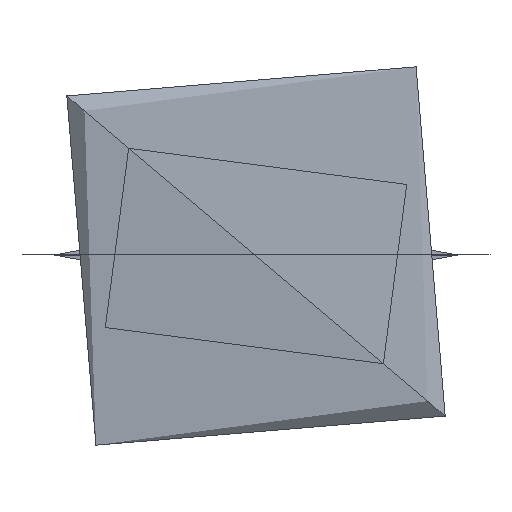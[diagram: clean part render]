
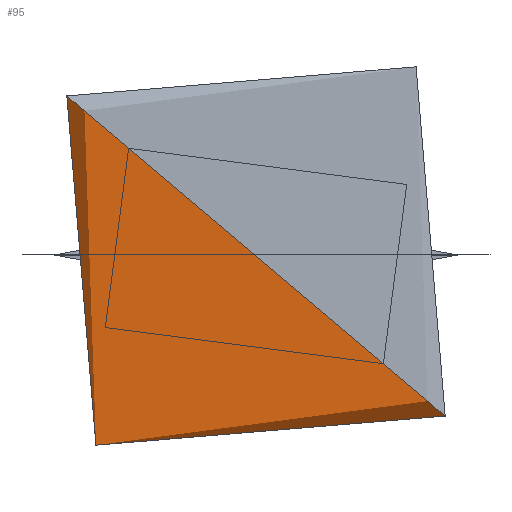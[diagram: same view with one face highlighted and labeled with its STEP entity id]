
A CAD part, top view. The second image highlights one B-rep face of the part: STEP entity #95.
In plain terms, the highlighted free-form (B-spline) face has degree [2, 2] with [5, 3] control points.
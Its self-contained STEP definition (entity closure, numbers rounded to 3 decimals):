
#95=ADVANCED_FACE($,(#129),#448,.T.);
#129=FACE_OUTER_BOUND($,#165,.T.);
#165=EDGE_LOOP($,(#277,#278,#279,#280,#281));
#277=ORIENTED_EDGE($,*,*,#352,.F.);
#278=ORIENTED_EDGE($,*,*,#373,.T.);
#279=ORIENTED_EDGE($,*,*,#370,.T.);
#280=ORIENTED_EDGE($,*,*,#371,.T.);
#281=ORIENTED_EDGE($,*,*,#372,.T.);
#352=EDGE_CURVE($,#405,#406,#517,.T.);
#370=EDGE_CURVE($,#423,#413,#535,.T.);
#371=EDGE_CURVE($,#413,#424,#536,.T.);
#372=EDGE_CURVE($,#424,#406,#537,.T.);
#373=EDGE_CURVE($,#405,#423,#538,.T.);
#405=VERTEX_POINT($,#2123);
#406=VERTEX_POINT($,#2124);
#413=VERTEX_POINT($,#2131);
#423=VERTEX_POINT($,#2141);
#424=VERTEX_POINT($,#2142);
#448=(
BOUNDED_SURFACE()
B_SPLINE_SURFACE(2,2,((#1943,#1944,#1945),(#1946,#1947,#1948),(#1949,#1950,
#1951),(#1952,#1953,#1954),(#1955,#1956,#1957)),.UNSPECIFIED.,.F.,.F.,.F.)
B_SPLINE_SURFACE_WITH_KNOTS((3,2,3),(3,3),(0.,78.29,156.58),
(3.37,9.425),.UNSPECIFIED.)
GEOMETRIC_REPRESENTATION_ITEM()
RATIONAL_B_SPLINE_SURFACE(((0.865,0.812,1.),
(0.612,0.574,0.707),(0.865,
0.812,1.),(0.612,0.574,
0.707),(0.865,0.812,1.)))
REPRESENTATION_ITEM($)
SURFACE()
);
#517=(
BOUNDED_CURVE()
B_SPLINE_CURVE(2,(#1677,#1678,#1679,#1680,#1681),.UNSPECIFIED.,.F.,.F.)
B_SPLINE_CURVE_WITH_KNOTS((3,2,3),(0.,78.29,156.58),
.UNSPECIFIED.)
CURVE()
GEOMETRIC_REPRESENTATION_ITEM()
RATIONAL_B_SPLINE_CURVE((1.,0.707,1.,0.707,1.))
REPRESENTATION_ITEM($)
);
#535=(
BOUNDED_CURVE()
B_SPLINE_CURVE(2,(#1785,#1786,#1787),.UNSPECIFIED.,.F.,.F.)
B_SPLINE_CURVE_WITH_KNOTS((3,3),(-345.292,-258.969),.UNSPECIFIED.)
CURVE()
GEOMETRIC_REPRESENTATION_ITEM()
RATIONAL_B_SPLINE_CURVE((1.,0.707,1.))
REPRESENTATION_ITEM($)
);
#536=(
BOUNDED_CURVE()
B_SPLINE_CURVE(2,(#1788,#1789,#1790),.UNSPECIFIED.,.F.,.F.)
B_SPLINE_CURVE_WITH_KNOTS((3,3),(-258.969,-172.646),.UNSPECIFIED.)
CURVE()
GEOMETRIC_REPRESENTATION_ITEM()
RATIONAL_B_SPLINE_CURVE((1.,0.707,1.))
REPRESENTATION_ITEM($)
);
#537=(
BOUNDED_CURVE()
B_SPLINE_CURVE(2,(#1791,#1792,#1793),.UNSPECIFIED.,.F.,.F.)
B_SPLINE_CURVE_WITH_KNOTS((3,3),(3.37,9.425),.UNSPECIFIED.)
CURVE()
GEOMETRIC_REPRESENTATION_ITEM()
RATIONAL_B_SPLINE_CURVE((1.,0.873,1.))
REPRESENTATION_ITEM($)
);
#538=(
BOUNDED_CURVE()
B_SPLINE_CURVE(2,(#1794,#1795,#1796),.UNSPECIFIED.,.F.,.F.)
B_SPLINE_CURVE_WITH_KNOTS((3,3),(-9.425,-3.37),.UNSPECIFIED.)
CURVE()
GEOMETRIC_REPRESENTATION_ITEM()
RATIONAL_B_SPLINE_CURVE((1.,0.873,1.))
REPRESENTATION_ITEM($)
);
#1677=CARTESIAN_POINT($,(-38.053,31.964,-42.2));
#1678=CARTESIAN_POINT($,(-70.241,-6.09,-42.2));
#1679=CARTESIAN_POINT($,(-32.188,-38.278,-42.2));
#1680=CARTESIAN_POINT($,(5.865,-70.466,-42.2));
#1681=CARTESIAN_POINT($,(38.053,-32.413,-42.2));
#1785=CARTESIAN_POINT($,(-41.958,35.266,-45.062));
#1786=CARTESIAN_POINT($,(-77.448,-6.691,-45.062));
#1787=CARTESIAN_POINT($,(-35.491,-42.182,-45.062));
#1788=CARTESIAN_POINT($,(-35.491,-42.182,-45.062));
#1789=CARTESIAN_POINT($,(6.467,-77.673,-45.062));
#1790=CARTESIAN_POINT($,(41.958,-35.715,-45.062));
#1791=CARTESIAN_POINT($,(41.958,-35.715,-45.062));
#1792=CARTESIAN_POINT($,(40.617,-34.581,-42.2));
#1793=CARTESIAN_POINT($,(38.053,-32.413,-42.2));
#1794=CARTESIAN_POINT($,(-38.053,31.964,-42.2));
#1795=CARTESIAN_POINT($,(-40.617,34.132,-42.2));
#1796=CARTESIAN_POINT($,(-41.958,35.266,-45.062));
#1943=CARTESIAN_POINT($,(-41.958,35.266,-45.062));
#1944=CARTESIAN_POINT($,(-40.617,34.132,-42.2));
#1945=CARTESIAN_POINT($,(-38.053,31.964,-42.2));
#1946=CARTESIAN_POINT($,(-77.448,-6.691,-45.062));
#1947=CARTESIAN_POINT($,(-74.973,-6.485,-42.2));
#1948=CARTESIAN_POINT($,(-70.241,-6.09,-42.2));
#1949=CARTESIAN_POINT($,(-35.491,-42.182,-45.062));
#1950=CARTESIAN_POINT($,(-34.357,-40.841,-42.2));
#1951=CARTESIAN_POINT($,(-32.188,-38.278,-42.2));
#1952=CARTESIAN_POINT($,(6.467,-77.673,-45.062));
#1953=CARTESIAN_POINT($,(6.26,-75.198,-42.2));
#1954=CARTESIAN_POINT($,(5.865,-70.466,-42.2));
#1955=CARTESIAN_POINT($,(41.958,-35.715,-45.062));
#1956=CARTESIAN_POINT($,(40.617,-34.581,-42.2));
#1957=CARTESIAN_POINT($,(38.053,-32.413,-42.2));
#2123=CARTESIAN_POINT($,(-38.053,31.964,-42.2));
#2124=CARTESIAN_POINT($,(38.053,-32.413,-42.2));
#2131=CARTESIAN_POINT($,(-35.491,-42.182,-45.062));
#2141=CARTESIAN_POINT($,(-41.958,35.266,-45.062));
#2142=CARTESIAN_POINT($,(41.958,-35.715,-45.062));
